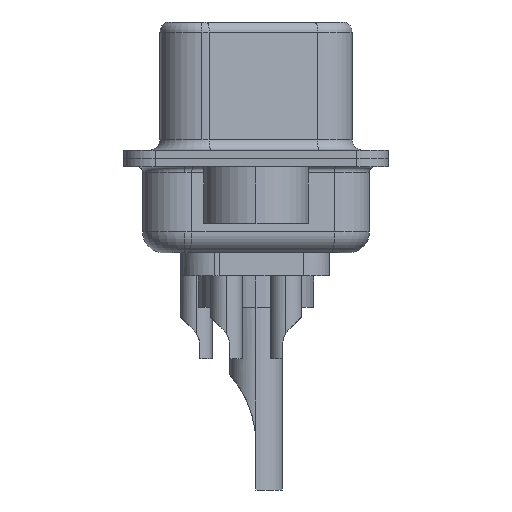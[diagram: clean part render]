
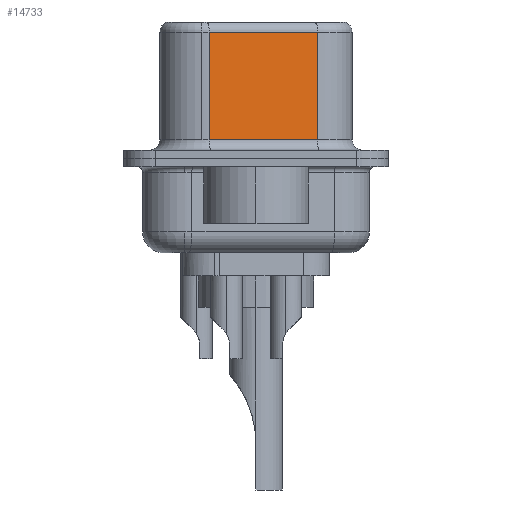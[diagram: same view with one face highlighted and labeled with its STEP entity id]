
A CAD part, left-side view. The second image highlights one B-rep face of the part: STEP entity #14733.
In plain terms, the highlighted planar face has unit normal (-0.985, -0.174, 0).
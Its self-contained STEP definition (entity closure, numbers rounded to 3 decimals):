
#263 = DIRECTION ( 'NONE',  ( 0.174, -0.985, 0. ) ) ;
#328 = VECTOR ( 'NONE', #12146, 1000. ) ;
#589 = CARTESIAN_POINT ( 'NONE',  ( 4.585, -2.927, 6.02 ) ) ;
#952 = CARTESIAN_POINT ( 'NONE',  ( 4.585, -2.927, 6.52 ) ) ;
#1974 = CARTESIAN_POINT ( 'NONE',  ( 4.585, -2.927, 0.9 ) ) ;
#3424 = CARTESIAN_POINT ( 'NONE',  ( 4.585, -2.927, 6.02 ) ) ;
#3901 = CARTESIAN_POINT ( 'NONE',  ( 4.585, -2.927, 6.52 ) ) ;
#4159 = DIRECTION ( 'NONE',  ( -0.174, 0.985, 0. ) ) ;
#4602 = LINE ( 'NONE', #3424, #20495 ) ;
#4707 = VERTEX_POINT ( 'NONE', #15487 ) ;
#5050 = DIRECTION ( 'NONE',  ( -0.174, 0.985, 0. ) ) ;
#5612 = ORIENTED_EDGE ( 'NONE', *, *, #16653, .T. ) ;
#5997 = PLANE ( 'NONE',  #14295 ) ;
#7393 = LINE ( 'NONE', #20191, #328 ) ;
#9017 = VECTOR ( 'NONE', #263, 1000. ) ;
#12146 = DIRECTION ( 'NONE',  ( 0., 0., -1. ) ) ;
#12421 = VERTEX_POINT ( 'NONE', #14864 ) ;
#13485 = FACE_OUTER_BOUND ( 'NONE', #15479, .T. ) ;
#13527 = EDGE_CURVE ( 'NONE', #14692, #12421, #17066, .T. ) ;
#14295 = AXIS2_PLACEMENT_3D ( 'NONE', #952, #18841, #4159 ) ;
#14692 = VERTEX_POINT ( 'NONE', #20412 ) ;
#14733 = ADVANCED_FACE ( 'NONE', ( #13485 ), #5997, .F. ) ;
#14864 = CARTESIAN_POINT ( 'NONE',  ( 4.585, -2.927, 0.9 ) ) ;
#15450 = EDGE_CURVE ( 'NONE', #17016, #12421, #17004, .T. ) ;
#15479 = EDGE_LOOP ( 'NONE', ( #17450, #18226, #5612, #19692 ) ) ;
#15487 = CARTESIAN_POINT ( 'NONE',  ( 3.675, 2.233, 6.02 ) ) ;
#16653 = EDGE_CURVE ( 'NONE', #4707, #14692, #7393, .T. ) ;
#17004 = LINE ( 'NONE', #3901, #20057 ) ;
#17016 = VERTEX_POINT ( 'NONE', #589 ) ;
#17066 = LINE ( 'NONE', #1974, #9017 ) ;
#17450 = ORIENTED_EDGE ( 'NONE', *, *, #15450, .F. ) ;
#18187 = EDGE_CURVE ( 'NONE', #17016, #4707, #4602, .T. ) ;
#18226 = ORIENTED_EDGE ( 'NONE', *, *, #18187, .T. ) ;
#18236 = DIRECTION ( 'NONE',  ( 0., 0., -1. ) ) ;
#18841 = DIRECTION ( 'NONE',  ( 0.985, 0.174, 0. ) ) ;
#19692 = ORIENTED_EDGE ( 'NONE', *, *, #13527, .T. ) ;
#20057 = VECTOR ( 'NONE', #18236, 1000. ) ;
#20191 = CARTESIAN_POINT ( 'NONE',  ( 3.675, 2.233, 6.52 ) ) ;
#20412 = CARTESIAN_POINT ( 'NONE',  ( 3.675, 2.233, 0.9 ) ) ;
#20495 = VECTOR ( 'NONE', #5050, 1000. ) ;
